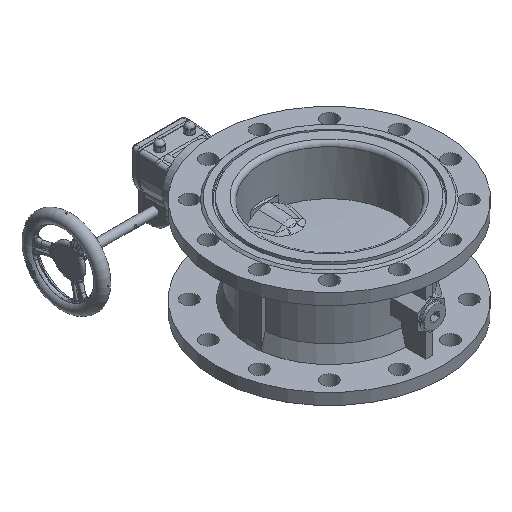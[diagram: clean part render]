
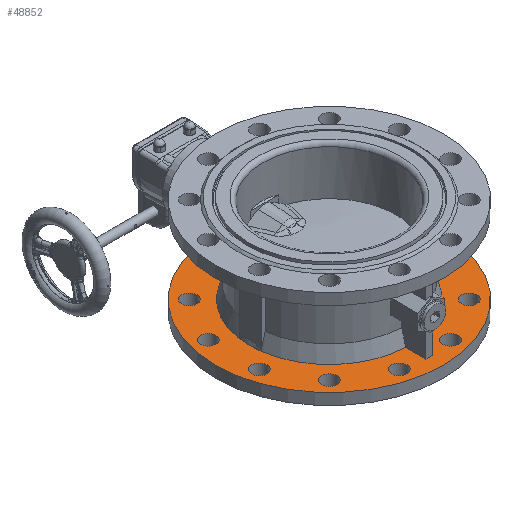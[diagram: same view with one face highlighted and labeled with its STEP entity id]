
A CAD part, isometric view. The second image highlights one B-rep face of the part: STEP entity #48852.
In plain terms, the highlighted planar face has unit normal (0, 0, 1).
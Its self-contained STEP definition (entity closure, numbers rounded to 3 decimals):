
#1446=PLANE('',#53663);
#1845=FACE_BOUND('',#13930,.T.);
#1846=FACE_BOUND('',#13931,.T.);
#1847=FACE_BOUND('',#13932,.T.);
#1848=FACE_BOUND('',#13933,.T.);
#1849=FACE_BOUND('',#13934,.T.);
#1850=FACE_BOUND('',#13935,.T.);
#1851=FACE_BOUND('',#13936,.T.);
#1852=FACE_BOUND('',#13937,.T.);
#1853=FACE_BOUND('',#13938,.T.);
#1854=FACE_BOUND('',#13939,.T.);
#1855=FACE_BOUND('',#13940,.T.);
#1856=FACE_BOUND('',#13941,.T.);
#1857=FACE_BOUND('',#13942,.T.);
#5048=LINE('',#168319,#8103);
#5049=LINE('',#168321,#8104);
#5050=LINE('',#168322,#8105);
#5051=LINE('',#168324,#8106);
#5052=LINE('',#168326,#8107);
#5053=LINE('',#168327,#8108);
#8103=VECTOR('',#65395,1000.);
#8104=VECTOR('',#65396,1000.);
#8105=VECTOR('',#65397,1000.);
#8106=VECTOR('',#65398,1000.);
#8107=VECTOR('',#65399,1000.);
#8108=VECTOR('',#65400,1000.);
#11052=FACE_OUTER_BOUND('',#13929,.T.);
#13929=EDGE_LOOP('',(#42231));
#13930=EDGE_LOOP('',(#42232,#42233,#42234,#42235,#42236,#42237,#42238,#42239));
#13931=EDGE_LOOP('',(#42240));
#13932=EDGE_LOOP('',(#42241));
#13933=EDGE_LOOP('',(#42242));
#13934=EDGE_LOOP('',(#42243));
#13935=EDGE_LOOP('',(#42244));
#13936=EDGE_LOOP('',(#42245));
#13937=EDGE_LOOP('',(#42246));
#13938=EDGE_LOOP('',(#42247));
#13939=EDGE_LOOP('',(#42248));
#13940=EDGE_LOOP('',(#42249));
#13941=EDGE_LOOP('',(#42250));
#13942=EDGE_LOOP('',(#42251));
#18143=CIRCLE('',#53456,11.5);
#18149=CIRCLE('',#53464,11.5);
#18155=CIRCLE('',#53472,11.5);
#18161=CIRCLE('',#53480,11.5);
#18167=CIRCLE('',#53488,11.5);
#18173=CIRCLE('',#53496,11.5);
#18179=CIRCLE('',#53504,11.5);
#18185=CIRCLE('',#53512,11.5);
#18191=CIRCLE('',#53520,11.5);
#18197=CIRCLE('',#53528,11.5);
#18203=CIRCLE('',#53536,11.5);
#18209=CIRCLE('',#53544,11.5);
#18245=CIRCLE('',#53592,170.);
#18280=CIRCLE('',#53642,119.);
#18286=CIRCLE('',#53660,119.);
#22156=VERTEX_POINT('',#166617);
#22162=VERTEX_POINT('',#166633);
#22168=VERTEX_POINT('',#166649);
#22174=VERTEX_POINT('',#166665);
#22180=VERTEX_POINT('',#166681);
#22186=VERTEX_POINT('',#166697);
#22192=VERTEX_POINT('',#166713);
#22198=VERTEX_POINT('',#166729);
#22204=VERTEX_POINT('',#166745);
#22210=VERTEX_POINT('',#166761);
#22216=VERTEX_POINT('',#166777);
#22222=VERTEX_POINT('',#166793);
#22245=VERTEX_POINT('',#166875);
#22280=VERTEX_POINT('',#167005);
#22281=VERTEX_POINT('',#167013);
#22483=VERTEX_POINT('',#168286);
#22485=VERTEX_POINT('',#168295);
#22489=VERTEX_POINT('',#168318);
#22490=VERTEX_POINT('',#168320);
#22491=VERTEX_POINT('',#168323);
#22492=VERTEX_POINT('',#168325);
#28806=EDGE_CURVE('',#22156,#22156,#18143,.T.);
#28814=EDGE_CURVE('',#22162,#22162,#18149,.T.);
#28822=EDGE_CURVE('',#22168,#22168,#18155,.T.);
#28830=EDGE_CURVE('',#22174,#22174,#18161,.T.);
#28838=EDGE_CURVE('',#22180,#22180,#18167,.T.);
#28846=EDGE_CURVE('',#22186,#22186,#18173,.T.);
#28854=EDGE_CURVE('',#22192,#22192,#18179,.T.);
#28862=EDGE_CURVE('',#22198,#22198,#18185,.T.);
#28870=EDGE_CURVE('',#22204,#22204,#18191,.T.);
#28878=EDGE_CURVE('',#22210,#22210,#18197,.T.);
#28886=EDGE_CURVE('',#22216,#22216,#18203,.T.);
#28894=EDGE_CURVE('',#22222,#22222,#18209,.T.);
#28940=EDGE_CURVE('',#22245,#22245,#18245,.T.);
#28998=EDGE_CURVE('',#22280,#22281,#18280,.T.);
#29215=EDGE_CURVE('',#22483,#22485,#18286,.T.);
#29221=EDGE_CURVE('',#22489,#22483,#5048,.T.);
#29222=EDGE_CURVE('',#22490,#22489,#5049,.T.);
#29223=EDGE_CURVE('',#22490,#22281,#5050,.T.);
#29224=EDGE_CURVE('',#22491,#22280,#5051,.T.);
#29225=EDGE_CURVE('',#22491,#22492,#5052,.T.);
#29226=EDGE_CURVE('',#22492,#22485,#5053,.T.);
#42231=ORIENTED_EDGE('',*,*,#28940,.T.);
#42232=ORIENTED_EDGE('',*,*,#29221,.F.);
#42233=ORIENTED_EDGE('',*,*,#29222,.F.);
#42234=ORIENTED_EDGE('',*,*,#29223,.T.);
#42235=ORIENTED_EDGE('',*,*,#28998,.F.);
#42236=ORIENTED_EDGE('',*,*,#29224,.F.);
#42237=ORIENTED_EDGE('',*,*,#29225,.T.);
#42238=ORIENTED_EDGE('',*,*,#29226,.T.);
#42239=ORIENTED_EDGE('',*,*,#29215,.F.);
#42240=ORIENTED_EDGE('',*,*,#28806,.T.);
#42241=ORIENTED_EDGE('',*,*,#28814,.T.);
#42242=ORIENTED_EDGE('',*,*,#28822,.T.);
#42243=ORIENTED_EDGE('',*,*,#28830,.T.);
#42244=ORIENTED_EDGE('',*,*,#28838,.T.);
#42245=ORIENTED_EDGE('',*,*,#28846,.T.);
#42246=ORIENTED_EDGE('',*,*,#28854,.T.);
#42247=ORIENTED_EDGE('',*,*,#28862,.T.);
#42248=ORIENTED_EDGE('',*,*,#28870,.T.);
#42249=ORIENTED_EDGE('',*,*,#28878,.T.);
#42250=ORIENTED_EDGE('',*,*,#28886,.T.);
#42251=ORIENTED_EDGE('',*,*,#28894,.T.);
#48852=ADVANCED_FACE('',(#11052,#1845,#1846,#1847,#1848,#1849,#1850,#1851,
#1852,#1853,#1854,#1855,#1856,#1857),#1446,.F.);
#53456=AXIS2_PLACEMENT_3D('',#166619,#64803,#64804);
#53464=AXIS2_PLACEMENT_3D('',#166635,#64821,#64822);
#53472=AXIS2_PLACEMENT_3D('',#166651,#64839,#64840);
#53480=AXIS2_PLACEMENT_3D('',#166667,#64857,#64858);
#53488=AXIS2_PLACEMENT_3D('',#166683,#64875,#64876);
#53496=AXIS2_PLACEMENT_3D('',#166699,#64893,#64894);
#53504=AXIS2_PLACEMENT_3D('',#166715,#64911,#64912);
#53512=AXIS2_PLACEMENT_3D('',#166731,#64929,#64930);
#53520=AXIS2_PLACEMENT_3D('',#166747,#64947,#64948);
#53528=AXIS2_PLACEMENT_3D('',#166763,#64965,#64966);
#53536=AXIS2_PLACEMENT_3D('',#166779,#64983,#64984);
#53544=AXIS2_PLACEMENT_3D('',#166795,#65001,#65002);
#53592=AXIS2_PLACEMENT_3D('',#166876,#65107,#65108);
#53642=AXIS2_PLACEMENT_3D('',#167014,#65217,#65218);
#53660=AXIS2_PLACEMENT_3D('',#168296,#65387,#65388);
#53663=AXIS2_PLACEMENT_3D('',#168317,#65393,#65394);
#64803=DIRECTION('center_axis',(0.,0.,-1.));
#64804=DIRECTION('ref_axis',(-1.,0.,0.));
#64821=DIRECTION('center_axis',(0.,0.,-1.));
#64822=DIRECTION('ref_axis',(-1.,0.,0.));
#64839=DIRECTION('center_axis',(0.,0.,-1.));
#64840=DIRECTION('ref_axis',(-1.,0.,0.));
#64857=DIRECTION('center_axis',(0.,0.,-1.));
#64858=DIRECTION('ref_axis',(-1.,0.,0.));
#64875=DIRECTION('center_axis',(0.,0.,-1.));
#64876=DIRECTION('ref_axis',(-1.,0.,0.));
#64893=DIRECTION('center_axis',(0.,0.,-1.));
#64894=DIRECTION('ref_axis',(-1.,0.,0.));
#64911=DIRECTION('center_axis',(0.,0.,-1.));
#64912=DIRECTION('ref_axis',(-1.,0.,0.));
#64929=DIRECTION('center_axis',(0.,0.,-1.));
#64930=DIRECTION('ref_axis',(-1.,0.,0.));
#64947=DIRECTION('center_axis',(0.,0.,-1.));
#64948=DIRECTION('ref_axis',(-1.,0.,0.));
#64965=DIRECTION('center_axis',(0.,0.,-1.));
#64966=DIRECTION('ref_axis',(-1.,0.,0.));
#64983=DIRECTION('center_axis',(0.,0.,-1.));
#64984=DIRECTION('ref_axis',(-1.,0.,0.));
#65001=DIRECTION('center_axis',(0.,0.,-1.));
#65002=DIRECTION('ref_axis',(-1.,0.,0.));
#65107=DIRECTION('center_axis',(0.,0.,1.));
#65108=DIRECTION('ref_axis',(1.,0.,0.));
#65217=DIRECTION('center_axis',(0.,0.,1.));
#65218=DIRECTION('ref_axis',(1.,0.,0.));
#65387=DIRECTION('center_axis',(0.,0.,1.));
#65388=DIRECTION('ref_axis',(1.,0.,0.));
#65393=DIRECTION('center_axis',(0.,0.,-1.));
#65394=DIRECTION('ref_axis',(-1.,0.,0.));
#65395=DIRECTION('',(0.,1.,0.));
#65396=DIRECTION('',(1.,0.,0.));
#65397=DIRECTION('',(0.,1.,0.));
#65398=DIRECTION('',(0.,-1.,0.));
#65399=DIRECTION('',(1.,0.,0.));
#65400=DIRECTION('',(0.,-1.,0.));
#166617=CARTESIAN_POINT('',(-49.676,142.474,-56.));
#166619=CARTESIAN_POINT('Origin',(-38.176,142.474,-56.));
#166633=CARTESIAN_POINT('',(-115.798,104.298,-56.));
#166635=CARTESIAN_POINT('Origin',(-104.298,104.298,-56.));
#166649=CARTESIAN_POINT('',(-153.974,38.176,-56.));
#166651=CARTESIAN_POINT('Origin',(-142.474,38.176,-56.));
#166665=CARTESIAN_POINT('',(-115.798,-104.298,-56.));
#166667=CARTESIAN_POINT('Origin',(-104.298,-104.298,-56.));
#166681=CARTESIAN_POINT('',(-49.676,-142.474,-56.));
#166683=CARTESIAN_POINT('Origin',(-38.176,-142.474,-56.));
#166697=CARTESIAN_POINT('',(26.676,-142.474,-56.));
#166699=CARTESIAN_POINT('Origin',(38.176,-142.474,-56.));
#166713=CARTESIAN_POINT('',(92.798,-104.298,-56.));
#166715=CARTESIAN_POINT('Origin',(104.298,-104.298,-56.));
#166729=CARTESIAN_POINT('',(130.974,-38.176,-56.));
#166731=CARTESIAN_POINT('Origin',(142.474,-38.176,-56.));
#166745=CARTESIAN_POINT('',(130.974,38.176,-56.));
#166747=CARTESIAN_POINT('Origin',(142.474,38.176,-56.));
#166761=CARTESIAN_POINT('',(92.798,104.298,-56.));
#166763=CARTESIAN_POINT('Origin',(104.298,104.298,-56.));
#166777=CARTESIAN_POINT('',(-153.974,-38.176,-56.));
#166779=CARTESIAN_POINT('Origin',(-142.474,-38.176,-56.));
#166793=CARTESIAN_POINT('',(26.676,142.474,-56.));
#166795=CARTESIAN_POINT('Origin',(38.176,142.474,-56.));
#166875=CARTESIAN_POINT('',(-170.,0.,-56.));
#166876=CARTESIAN_POINT('Origin',(0.,0.,-56.));
#167005=CARTESIAN_POINT('',(-5.,118.895,-56.));
#167013=CARTESIAN_POINT('',(-5.,-118.895,-56.));
#167014=CARTESIAN_POINT('Origin',(0.,0.,-56.));
#168286=CARTESIAN_POINT('',(5.,-118.895,-56.));
#168295=CARTESIAN_POINT('',(5.,118.895,-56.));
#168296=CARTESIAN_POINT('Origin',(0.,0.,-56.));
#168317=CARTESIAN_POINT('Origin',(0.,119.,-56.));
#168318=CARTESIAN_POINT('',(5.,-149.,-56.));
#168319=CARTESIAN_POINT('',(5.,119.,-56.));
#168320=CARTESIAN_POINT('',(-5.,-149.,-56.));
#168321=CARTESIAN_POINT('',(0.,-149.,-56.));
#168322=CARTESIAN_POINT('',(-5.,119.,-56.));
#168323=CARTESIAN_POINT('',(-5.,163.,-56.));
#168324=CARTESIAN_POINT('',(-5.,119.,-56.));
#168325=CARTESIAN_POINT('',(5.,163.,-56.));
#168326=CARTESIAN_POINT('',(0.,163.,-56.));
#168327=CARTESIAN_POINT('',(5.,119.,-56.));
